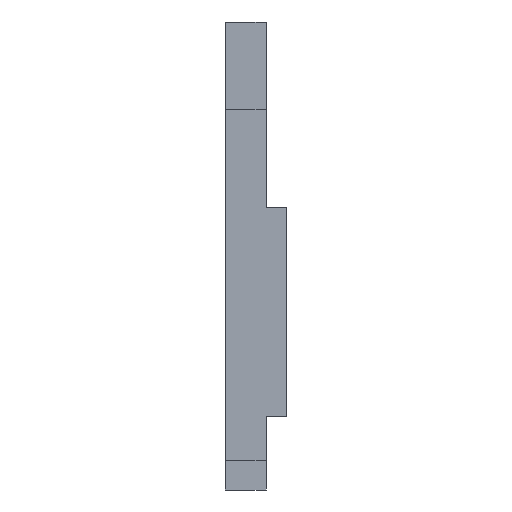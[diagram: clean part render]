
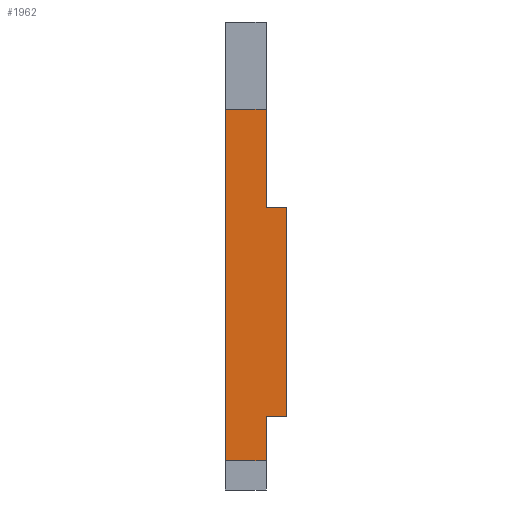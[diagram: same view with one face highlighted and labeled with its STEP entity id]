
A CAD part, left-side view. The second image highlights one B-rep face of the part: STEP entity #1962.
In plain terms, the highlighted planar face has unit normal (-1, 0, 0).
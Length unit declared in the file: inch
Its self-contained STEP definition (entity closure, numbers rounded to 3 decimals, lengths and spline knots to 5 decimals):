
#50 = LINE ( 'NONE', #2638, #368 ) ;
#192 = ORIENTED_EDGE ( 'NONE', *, *, #426, .F. ) ;
#251 = VERTEX_POINT ( 'NONE', #1538 ) ;
#368 = VECTOR ( 'NONE', #1720, 39.37008 ) ;
#389 = EDGE_CURVE ( 'NONE', #1023, #1848, #2759, .T. ) ;
#426 = EDGE_CURVE ( 'NONE', #839, #2198, #50, .T. ) ;
#442 = VECTOR ( 'NONE', #1242, 39.37008 ) ;
#464 = EDGE_CURVE ( 'NONE', #3043, #251, #2972, .T. ) ;
#537 = DIRECTION ( 'NONE',  ( 1., 0., 0. ) ) ;
#542 = DIRECTION ( 'NONE',  ( 0., 0., 1. ) ) ;
#555 = ORIENTED_EDGE ( 'NONE', *, *, #389, .T. ) ;
#559 = CARTESIAN_POINT ( 'NONE',  ( 0., 0., -0.1694 ) ) ;
#581 = EDGE_CURVE ( 'NONE', #251, #872, #1399, .T. ) ;
#651 = VECTOR ( 'NONE', #2454, 39.37008 ) ;
#667 = CARTESIAN_POINT ( 'NONE',  ( 0., 0., -0.605 ) ) ;
#765 = EDGE_CURVE ( 'NONE', #2412, #872, #2103, .T. ) ;
#799 = DIRECTION ( 'NONE',  ( 0., 0., 1. ) ) ;
#805 = CARTESIAN_POINT ( 'NONE',  ( 0., 0.07, -0.605 ) ) ;
#839 = VERTEX_POINT ( 'NONE', #884 ) ;
#871 = EDGE_CURVE ( 'NONE', #1848, #2198, #2780, .T. ) ;
#872 = VERTEX_POINT ( 'NONE', #2561 ) ;
#884 = CARTESIAN_POINT ( 'NONE',  ( 0., 0.07, 0. ) ) ;
#913 = ORIENTED_EDGE ( 'NONE', *, *, #464, .T. ) ;
#918 = ORIENTED_EDGE ( 'NONE', *, *, #871, .T. ) ;
#980 = DIRECTION ( 'NONE',  ( 0., 0., -1. ) ) ;
#1023 = VERTEX_POINT ( 'NONE', #2603 ) ;
#1081 = VECTOR ( 'NONE', #542, 39.37008 ) ;
#1195 = CARTESIAN_POINT ( 'NONE',  ( 0., 0., 0. ) ) ;
#1203 = DIRECTION ( 'NONE',  ( 0., 1., 0. ) ) ;
#1242 = DIRECTION ( 'NONE',  ( 0., 1., 0. ) ) ;
#1257 = CARTESIAN_POINT ( 'NONE',  ( 0., -0.035, -0.5294 ) ) ;
#1293 = VECTOR ( 'NONE', #1203, 39.37008 ) ;
#1298 = CARTESIAN_POINT ( 'NONE',  ( 0., -0.035, -0.1694 ) ) ;
#1314 = EDGE_CURVE ( 'NONE', #3043, #839, #2422, .T. ) ;
#1317 = ORIENTED_EDGE ( 'NONE', *, *, #765, .F. ) ;
#1326 = DIRECTION ( 'NONE',  ( 0., -1., 0. ) ) ;
#1374 = EDGE_CURVE ( 'NONE', #1023, #2412, #1511, .T. ) ;
#1399 = LINE ( 'NONE', #2417, #1081 ) ;
#1459 = AXIS2_PLACEMENT_3D ( 'NONE', #805, #537, #980 ) ;
#1511 = LINE ( 'NONE', #1298, #651 ) ;
#1538 = CARTESIAN_POINT ( 'NONE',  ( 0., 0., -0.605 ) ) ;
#1720 = DIRECTION ( 'NONE',  ( 0., -1., 0. ) ) ;
#1755 = CARTESIAN_POINT ( 'NONE',  ( 0., -0.035, -0.5294 ) ) ;
#1769 = VECTOR ( 'NONE', #1326, 39.37008 ) ;
#1847 = DIRECTION ( 'NONE',  ( 0., 0., 1. ) ) ;
#1848 = VERTEX_POINT ( 'NONE', #559 ) ;
#1918 = ORIENTED_EDGE ( 'NONE', *, *, #581, .T. ) ;
#1962 = ADVANCED_FACE ( 'NONE', ( #2212 ), #2458, .F. ) ;
#1979 = CARTESIAN_POINT ( 'NONE',  ( 0., -0.035, -0.1694 ) ) ;
#2103 = LINE ( 'NONE', #1257, #442 ) ;
#2113 = EDGE_LOOP ( 'NONE', ( #1918, #1317, #2963, #555, #918, #192, #2284, #913 ) ) ;
#2157 = VECTOR ( 'NONE', #1847, 39.37008 ) ;
#2198 = VERTEX_POINT ( 'NONE', #1195 ) ;
#2212 = FACE_OUTER_BOUND ( 'NONE', #2113, .T. ) ;
#2284 = ORIENTED_EDGE ( 'NONE', *, *, #1314, .F. ) ;
#2412 = VERTEX_POINT ( 'NONE', #1755 ) ;
#2417 = CARTESIAN_POINT ( 'NONE',  ( 0., 0., -0.605 ) ) ;
#2422 = LINE ( 'NONE', #2911, #2719 ) ;
#2454 = DIRECTION ( 'NONE',  ( 0., 0., -1. ) ) ;
#2458 = PLANE ( 'NONE',  #1459 ) ;
#2561 = CARTESIAN_POINT ( 'NONE',  ( 0., 0., -0.5294 ) ) ;
#2603 = CARTESIAN_POINT ( 'NONE',  ( 0., -0.035, -0.1694 ) ) ;
#2638 = CARTESIAN_POINT ( 'NONE',  ( 0., 0.07, 0. ) ) ;
#2688 = CARTESIAN_POINT ( 'NONE',  ( 0., 0.07, -0.605 ) ) ;
#2709 = CARTESIAN_POINT ( 'NONE',  ( 0., 0.07, -0.605 ) ) ;
#2719 = VECTOR ( 'NONE', #799, 39.37008 ) ;
#2759 = LINE ( 'NONE', #1979, #1293 ) ;
#2780 = LINE ( 'NONE', #667, #2157 ) ;
#2911 = CARTESIAN_POINT ( 'NONE',  ( 0., 0.07, -0.605 ) ) ;
#2963 = ORIENTED_EDGE ( 'NONE', *, *, #1374, .F. ) ;
#2972 = LINE ( 'NONE', #2688, #1769 ) ;
#3043 = VERTEX_POINT ( 'NONE', #2709 ) ;
